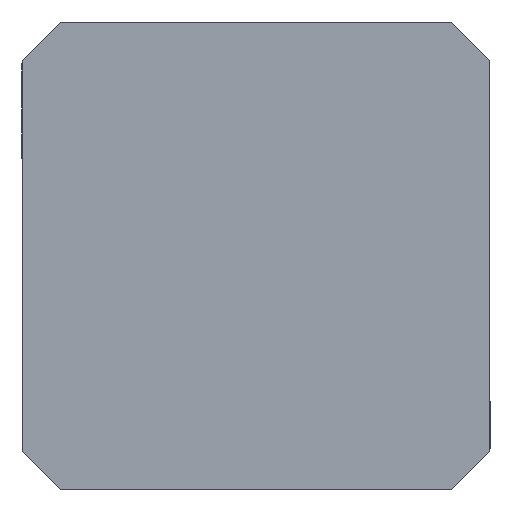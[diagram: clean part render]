
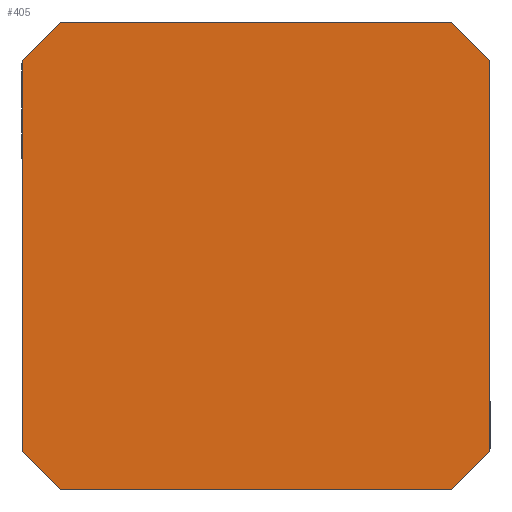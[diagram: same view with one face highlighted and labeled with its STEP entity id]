
A CAD part, left-side view. The second image highlights one B-rep face of the part: STEP entity #405.
In plain terms, the highlighted planar face has unit normal (-1, 0, 0).
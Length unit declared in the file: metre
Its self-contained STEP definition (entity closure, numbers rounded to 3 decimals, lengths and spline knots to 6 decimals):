
#18=LINE('',#596,#54);
#22=LINE('',#612,#58);
#27=LINE('',#623,#63);
#31=LINE('',#639,#67);
#48=LINE('',#690,#84);
#49=LINE('',#691,#85);
#50=LINE('',#692,#86);
#51=LINE('',#693,#87);
#54=VECTOR('',#476,1.);
#58=VECTOR('',#494,1.);
#63=VECTOR('',#501,1.);
#67=VECTOR('',#519,1.);
#84=VECTOR('',#572,1.);
#85=VECTOR('',#573,1.);
#86=VECTOR('',#574,1.);
#87=VECTOR('',#575,1.);
#95=PLANE('',#459);
#170=ORIENTED_EDGE('',*,*,#258,.T.);
#171=ORIENTED_EDGE('',*,*,#225,.T.);
#172=ORIENTED_EDGE('',*,*,#259,.F.);
#173=ORIENTED_EDGE('',*,*,#220,.T.);
#174=ORIENTED_EDGE('',*,*,#260,.F.);
#175=ORIENTED_EDGE('',*,*,#212,.T.);
#176=ORIENTED_EDGE('',*,*,#261,.T.);
#177=ORIENTED_EDGE('',*,*,#233,.T.);
#212=EDGE_CURVE('',#267,#266,#18,.T.);
#220=EDGE_CURVE('',#272,#273,#22,.T.);
#225=EDGE_CURVE('',#277,#276,#27,.T.);
#233=EDGE_CURVE('',#282,#283,#31,.T.);
#258=EDGE_CURVE('',#283,#277,#48,.T.);
#259=EDGE_CURVE('',#272,#276,#49,.T.);
#260=EDGE_CURVE('',#267,#273,#50,.T.);
#261=EDGE_CURVE('',#266,#282,#51,.T.);
#266=VERTEX_POINT('',#595);
#267=VERTEX_POINT('',#597);
#272=VERTEX_POINT('',#613);
#273=VERTEX_POINT('',#614);
#276=VERTEX_POINT('',#622);
#277=VERTEX_POINT('',#624);
#282=VERTEX_POINT('',#640);
#283=VERTEX_POINT('',#641);
#339=EDGE_LOOP('',(#170,#171,#172,#173,#174,#175,#176,#177));
#371=FACE_BOUND('',#339,.T.);
#405=ADVANCED_FACE('',(#371),#95,.F.);
#459=AXIS2_PLACEMENT_3D('',#689,#570,#571);
#476=DIRECTION('',(0.,0.707,0.707));
#494=DIRECTION('',(0.,-0.707,0.707));
#501=DIRECTION('',(0.,-0.707,-0.707));
#519=DIRECTION('',(0.,0.707,-0.707));
#570=DIRECTION('',(1.,0.,0.));
#571=DIRECTION('',(0.,0.,1.));
#572=DIRECTION('',(0.,0.,-1.));
#573=DIRECTION('',(0.,1.,0.));
#574=DIRECTION('',(0.,0.,-1.));
#575=DIRECTION('',(0.,1.,0.));
#595=CARTESIAN_POINT('',(-0.134449,0.0575,0.030068));
#596=CARTESIAN_POINT('',(-0.134449,0.0569,0.029468));
#597=CARTESIAN_POINT('',(-0.134449,0.0569,0.029468));
#612=CARTESIAN_POINT('',(-0.134449,0.0575,0.022768));
#613=CARTESIAN_POINT('',(-0.134449,0.0575,0.022768));
#614=CARTESIAN_POINT('',(-0.134449,0.0569,0.023368));
#622=CARTESIAN_POINT('',(-0.134449,0.0636,0.022768));
#623=CARTESIAN_POINT('',(-0.134449,0.0642,0.023368));
#624=CARTESIAN_POINT('',(-0.134449,0.0642,0.023368));
#639=CARTESIAN_POINT('',(-0.134449,0.0636,0.030068));
#640=CARTESIAN_POINT('',(-0.134449,0.0636,0.030068));
#641=CARTESIAN_POINT('',(-0.134449,0.0642,0.029468));
#689=CARTESIAN_POINT('',(-0.134449,0.06055,0.026418));
#690=CARTESIAN_POINT('',(-0.134449,0.0642,0.026418));
#691=CARTESIAN_POINT('',(-0.134449,0.06055,0.022768));
#692=CARTESIAN_POINT('',(-0.134449,0.0569,0.026418));
#693=CARTESIAN_POINT('',(-0.134449,0.06055,0.030068));
